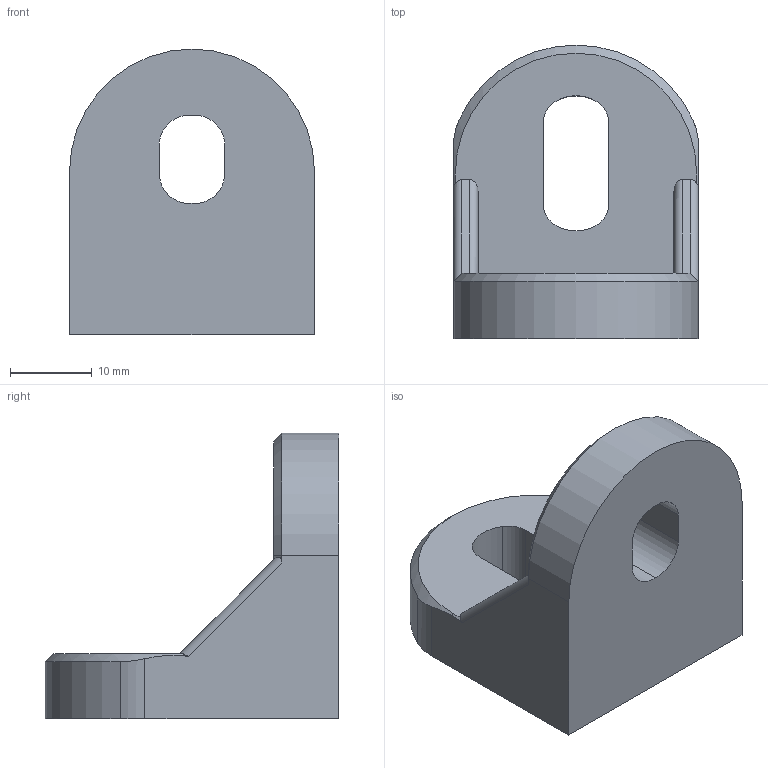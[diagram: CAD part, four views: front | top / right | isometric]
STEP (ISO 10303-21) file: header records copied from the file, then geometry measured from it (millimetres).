
FILE_DESCRIPTION (( 'STEP AP214' ), '1' );
FILE_NAME ('AL-310.0901A.02.STEP', '2019-10-22T08:49:16', ( '' ), ( '' ), 'SwSTEP 2.0', 'SolidWorks 2018', '' );
FILE_SCHEMA (( 'AUTOMOTIVE_DESIGN' ));
Length unit declared in the file: millimetre
Products named in the file (1): AL-310.0901A.02
Bounding box: 30 x 35.97 x 35 mm (x, y, z)
Volume: 12407.2 mm3; surface area: 5041.1 mm2
Topology: 1 solids, 1 shells, 40 faces, 112 edges, 74 vertices
Faces by surface type: cylinder 20, plane 16, cone 4
Entity records: 1362 total; most frequent: CARTESIAN_POINT 297, ORIENTED_EDGE 224, DIRECTION 210, EDGE_CURVE 112, AXIS2_PLACEMENT_3D 75, VERTEX_POINT 74, LINE 60, VECTOR 60
